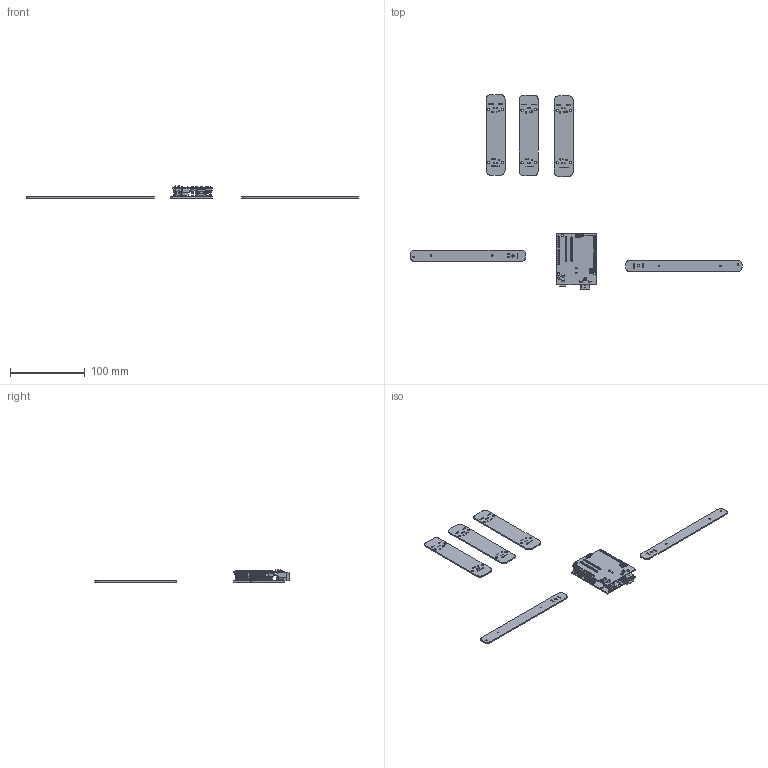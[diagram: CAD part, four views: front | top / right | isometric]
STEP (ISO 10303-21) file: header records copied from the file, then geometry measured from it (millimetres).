
FILE_DESCRIPTION(('KiCad electronic assembly'),'2;1');
FILE_NAME('PuppetSynth_v2_PCB.step','2025-05-15T22:25:30',('Pcbnew'),( 'Kicad'),'Open CASCADE STEP processor 7.7','KiCad to STEP converter' ,'Unknown');
FILE_SCHEMA(('AUTOMOTIVE_DESIGN { 1 0 10303 214 1 1 1 1 }'));
Length unit declared in the file: millimetre
Products named in the file (39): PuppetSynth_v2_PCB 1; Arduino-UNO; ARDUINO-UNO; _autosave-PuppetSynth_v2_PCB_PCB_1; _autosave-PuppetSynth_v2_PCB_PCB_2; _autosave-PuppetSynth_v2_PCB_PCB_3; _autosave-PuppetSynth_v2_PCB_PCB_4; _autosave-PuppetSynth_v2_PCB_PCB_5; _autosave-PuppetSynth_v2_PCB_PCB_6; _autosave-PuppetSynth_v2_PCB_PCB_7; _autosave-PuppetSynth_v2_PCB_PCB_8; _autosave-PuppetSynth_v2_PCB_PCB_9; _autosave-PuppetSynth_v2_PCB_PCB_10; _autosave-PuppetSynth_v2_PCB_PCB_11; _autosave-PuppetSynth_v2_PCB_PCB_12; _autosave-PuppetSynth_v2_PCB_PCB_13; _autosave-PuppetSynth_v2_PCB_PCB_14; _autosave-PuppetSynth_v2_PCB_PCB_15; _autosave-PuppetSynth_v2_PCB_PCB_16; _autosave-PuppetSynth_v2_PCB_PCB_17; _autosave-PuppetSynth_v2_PCB_PCB_18; _autosave-PuppetSynth_v2_PCB_PCB_19; _autosave-PuppetSynth_v2_PCB_PCB_20; _autosave-PuppetSynth_v2_PCB_PCB_21; _autosave-PuppetSynth_v2_PCB_PCB_22; _autosave-PuppetSynth_v2_PCB_PCB_23; _autosave-PuppetSynth_v2_PCB_PCB_24; _autosave-PuppetSynth_v2_PCB_PCB_25; _autosave-PuppetSynth_v2_PCB_PCB_26; _autosave-PuppetSynth_v2_PCB_PCB_27; _autosave-PuppetSynth_v2_PCB_PCB_28; _autosave-PuppetSynth_v2_PCB_PCB_29; _autosave-PuppetSynth_v2_PCB_PCB_30; _autosave-PuppetSynth_v2_PCB_PCB_31; _autosave-PuppetSynth_v2_PCB_PCB_32; _autosave-PuppetSynth_v2_PCB_PCB_33; _autosave-PuppetSynth_v2_PCB_PCB_34; _autosave-PuppetSynth_v2_PCB_PCB_35; _autosave-PuppetSynth_v2_PCB_PCB_36
Assembly tree (38 placements, depth 3):
  PuppetSynth_v2_PCB 1
    Arduino-UNO
      ARDUINO-UNO
    _autosave-PuppetSynth_v2_PCB_PCB_1
    _autosave-PuppetSynth_v2_PCB_PCB_2
    _autosave-PuppetSynth_v2_PCB_PCB_3
    _autosave-PuppetSynth_v2_PCB_PCB_4
    _autosave-PuppetSynth_v2_PCB_PCB_5
    _autosave-PuppetSynth_v2_PCB_PCB_6
    _autosave-PuppetSynth_v2_PCB_PCB_7
    _autosave-PuppetSynth_v2_PCB_PCB_8
    _autosave-PuppetSynth_v2_PCB_PCB_9
    _autosave-PuppetSynth_v2_PCB_PCB_10
    _autosave-PuppetSynth_v2_PCB_PCB_11
    _autosave-PuppetSynth_v2_PCB_PCB_12
    _autosave-PuppetSynth_v2_PCB_PCB_13
    _autosave-PuppetSynth_v2_PCB_PCB_14
    _autosave-PuppetSynth_v2_PCB_PCB_15
    _autosave-PuppetSynth_v2_PCB_PCB_16
    _autosave-PuppetSynth_v2_PCB_PCB_17
    _autosave-PuppetSynth_v2_PCB_PCB_18
    _autosave-PuppetSynth_v2_PCB_PCB_19
    _autosave-PuppetSynth_v2_PCB_PCB_20
    _autosave-PuppetSynth_v2_PCB_PCB_21
    _autosave-PuppetSynth_v2_PCB_PCB_22
    _autosave-PuppetSynth_v2_PCB_PCB_23
    _autosave-PuppetSynth_v2_PCB_PCB_24
    _autosave-PuppetSynth_v2_PCB_PCB_25
    _autosave-PuppetSynth_v2_PCB_PCB_26
    _autosave-PuppetSynth_v2_PCB_PCB_27
    _autosave-PuppetSynth_v2_PCB_PCB_28
    _autosave-PuppetSynth_v2_PCB_PCB_29
    _autosave-PuppetSynth_v2_PCB_PCB_30
    _autosave-PuppetSynth_v2_PCB_PCB_31
    _autosave-PuppetSynth_v2_PCB_PCB_32
    _autosave-PuppetSynth_v2_PCB_PCB_33
    _autosave-PuppetSynth_v2_PCB_PCB_34
    _autosave-PuppetSynth_v2_PCB_PCB_35
    _autosave-PuppetSynth_v2_PCB_PCB_36
Bounding box: 445.25 x 261.25 x 16.44 mm (x, y, z)
Volume: 167992.9 mm3; surface area: 232011.1 mm2
Topology: 37 solids, 37 shells, 2736 faces, 7235 edges, 4695 vertices
Faces by surface type: cylinder 1590, plane 968, cone 166, sphere 8, torus 4
Full cylindrical faces by diameter (mm): 0.8 x168, 0.95 x414, 1 x312, 1.2 x36, 1.4 x72, 1.8 x36, 1.9 x72, 2 x24, 3.2 x108
Entity records: 91728 total; most frequent: DIRECTION 16113, CARTESIAN_POINT 14823, ORIENTED_EDGE 14466, EDGE_CURVE 7233, AXIS2_PLACEMENT_3D 6123, FACE_BOUND 5398, EDGE_LOOP 5398, VERTEX_POINT 4695
